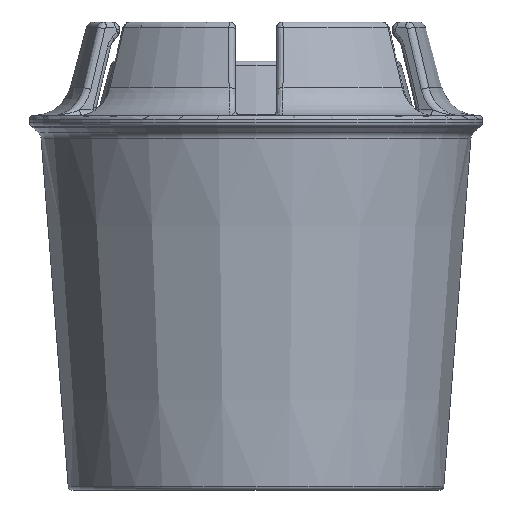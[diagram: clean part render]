
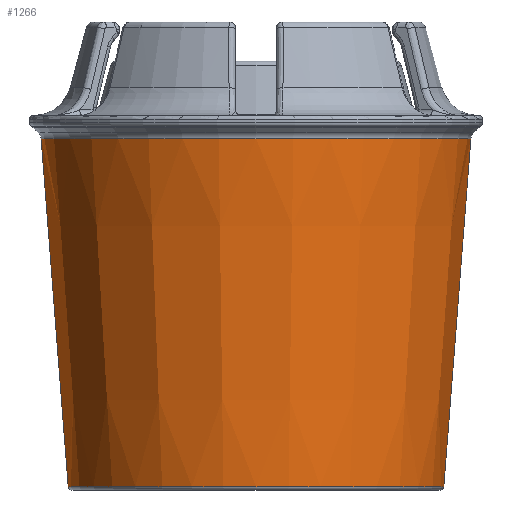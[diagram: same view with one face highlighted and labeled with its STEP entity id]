
A CAD part, front view. The second image highlights one B-rep face of the part: STEP entity #1266.
In plain terms, the highlighted conical face has half-angle 4.453 degrees and reference radius 11.185 mm.
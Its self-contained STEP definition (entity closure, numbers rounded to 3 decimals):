
#1266 = ADVANCED_FACE ( 'NONE', ( #22166 ), #2658, .T. ) ;
#2658 = CONICAL_SURFACE ( 'NONE', #2886, 11.185, 0.078 ) ;
#2886 = AXIS2_PLACEMENT_3D ( 'NONE', #15999, #23188, #16106 ) ;
#3073 = LINE ( 'NONE', #29668, #7200 ) ;
#3474 = DIRECTION ( 'NONE',  ( -0.078, 0., 0.997 ) ) ;
#4213 = VERTEX_POINT ( 'NONE', #28654 ) ;
#7200 = VECTOR ( 'NONE', #3474, 1000. ) ;
#7283 = DIRECTION ( 'NONE',  ( 1., 0., 0. ) ) ;
#7713 = CIRCLE ( 'NONE', #14250, 11.479 ) ;
#8126 = ORIENTED_EDGE ( 'NONE', *, *, #24240, .T. ) ;
#8644 = ORIENTED_EDGE ( 'NONE', *, *, #18371, .T. ) ;
#8701 = DIRECTION ( 'NONE',  ( 1., 0., 0. ) ) ;
#10960 = ORIENTED_EDGE ( 'NONE', *, *, #17255, .T. ) ;
#13119 = VERTEX_POINT ( 'NONE', #14951 ) ;
#13833 = CARTESIAN_POINT ( 'NONE',  ( 10.031, 0., -82.794 ) ) ;
#14250 = AXIS2_PLACEMENT_3D ( 'NONE', #15856, #25464, #8701 ) ;
#14305 = LINE ( 'NONE', #17372, #16565 ) ;
#14951 = CARTESIAN_POINT ( 'NONE',  ( -11.479, 0., -64.205 ) ) ;
#15524 = VERTEX_POINT ( 'NONE', #19160 ) ;
#15856 = CARTESIAN_POINT ( 'NONE',  ( 0., 0., -64.205 ) ) ;
#15999 = CARTESIAN_POINT ( 'NONE',  ( 0., 0., -67.979 ) ) ;
#16063 = EDGE_CURVE ( 'NONE', #15524, #13119, #3073, .T. ) ;
#16106 = DIRECTION ( 'NONE',  ( 1., 0., 0. ) ) ;
#16565 = VECTOR ( 'NONE', #24561, 1000. ) ;
#16992 = EDGE_LOOP ( 'NONE', ( #28033, #8644, #10960, #8126 ) ) ;
#17255 = EDGE_CURVE ( 'NONE', #19509, #4213, #14305, .T. ) ;
#17372 = CARTESIAN_POINT ( 'NONE',  ( 11.185, 0., -67.979 ) ) ;
#18371 = EDGE_CURVE ( 'NONE', #15524, #19509, #25116, .T. ) ;
#19160 = CARTESIAN_POINT ( 'NONE',  ( -10.031, 0., -82.794 ) ) ;
#19509 = VERTEX_POINT ( 'NONE', #13833 ) ;
#22166 = FACE_OUTER_BOUND ( 'NONE', #16992, .T. ) ;
#22689 = AXIS2_PLACEMENT_3D ( 'NONE', #24061, #31075, #7283 ) ;
#23188 = DIRECTION ( 'NONE',  ( 0., 0., 1. ) ) ;
#24061 = CARTESIAN_POINT ( 'NONE',  ( 0., 0., -82.794 ) ) ;
#24240 = EDGE_CURVE ( 'NONE', #4213, #13119, #7713, .T. ) ;
#24561 = DIRECTION ( 'NONE',  ( 0.078, 0., 0.997 ) ) ;
#25116 = CIRCLE ( 'NONE', #22689, 10.031 ) ;
#25464 = DIRECTION ( 'NONE',  ( 0., 0., -1. ) ) ;
#28033 = ORIENTED_EDGE ( 'NONE', *, *, #16063, .F. ) ;
#28654 = CARTESIAN_POINT ( 'NONE',  ( 11.479, 0., -64.205 ) ) ;
#29668 = CARTESIAN_POINT ( 'NONE',  ( -11.185, 0., -67.979 ) ) ;
#31075 = DIRECTION ( 'NONE',  ( 0., 0., 1. ) ) ;
